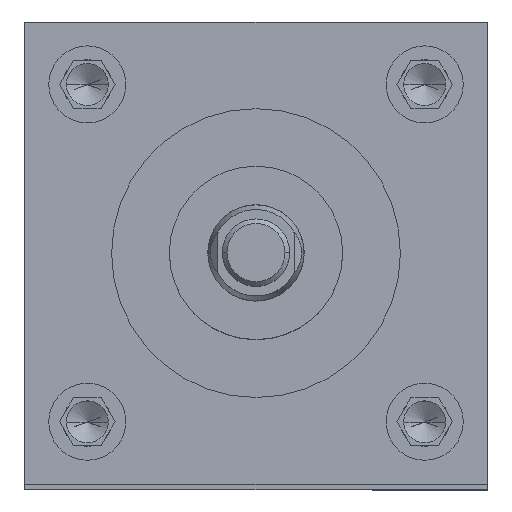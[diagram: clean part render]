
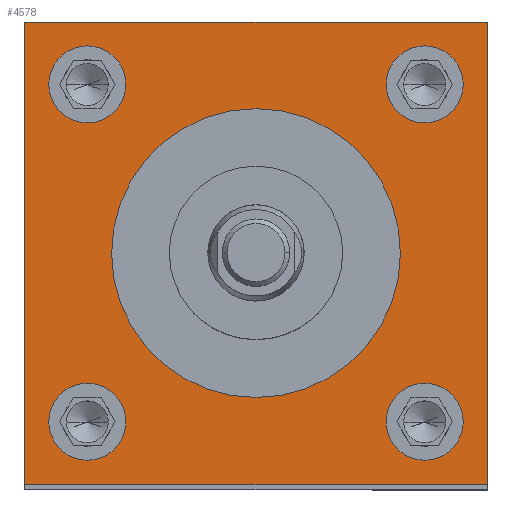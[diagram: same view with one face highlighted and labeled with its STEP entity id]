
A CAD part, top view. The second image highlights one B-rep face of the part: STEP entity #4578.
In plain terms, the highlighted planar face has unit normal (0, 0, 1).
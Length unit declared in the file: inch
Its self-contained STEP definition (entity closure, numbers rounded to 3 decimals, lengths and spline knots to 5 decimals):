
#56 = CIRCLE ( 'NONE', #5571, 0.25 ) ;
#61 = CIRCLE ( 'NONE', #1038, 0.9375 ) ;
#83 = DIRECTION ( 'NONE',  ( 1., 0., 0. ) ) ;
#142 = DIRECTION ( 'NONE',  ( 0., 0., 1. ) ) ;
#291 = EDGE_CURVE ( 'NONE', #5160, #3268, #61, .T. ) ;
#357 = CARTESIAN_POINT ( 'NONE',  ( 1.345, 1.095, 21.75 ) ) ;
#376 = EDGE_CURVE ( 'NONE', #992, #6041, #3382, .T. ) ;
#391 = VECTOR ( 'NONE', #2850, 39.37008 ) ;
#406 = ORIENTED_EDGE ( 'NONE', *, *, #747, .T. ) ;
#435 = VERTEX_POINT ( 'NONE', #3802 ) ;
#452 = AXIS2_PLACEMENT_3D ( 'NONE', #5225, #3768, #83 ) ;
#458 = CARTESIAN_POINT ( 'NONE',  ( 0., 0., 21.75 ) ) ;
#499 = ORIENTED_EDGE ( 'NONE', *, *, #3269, .F. ) ;
#525 = CIRCLE ( 'NONE', #3514, 0.25 ) ;
#542 = CARTESIAN_POINT ( 'NONE',  ( -1.5, 1.5, 21.75 ) ) ;
#579 = EDGE_LOOP ( 'NONE', ( #1697, #5110 ) ) ;
#628 = CARTESIAN_POINT ( 'NONE',  ( -1.095, 1.095, 21.75 ) ) ;
#747 = EDGE_CURVE ( 'NONE', #435, #3041, #1739, .T. ) ;
#765 = DIRECTION ( 'NONE',  ( 0., 0., 1. ) ) ;
#834 = EDGE_CURVE ( 'NONE', #3041, #992, #6232, .T. ) ;
#980 = FACE_OUTER_BOUND ( 'NONE', #1453, .T. ) ;
#992 = VERTEX_POINT ( 'NONE', #3904 ) ;
#1006 = ORIENTED_EDGE ( 'NONE', *, *, #4605, .T. ) ;
#1038 = AXIS2_PLACEMENT_3D ( 'NONE', #2694, #765, #1776 ) ;
#1135 = CIRCLE ( 'NONE', #2335, 0.9375 ) ;
#1201 = DIRECTION ( 'NONE',  ( 0., 0., 1. ) ) ;
#1239 = CARTESIAN_POINT ( 'NONE',  ( -1.5, -1.5, 21.75 ) ) ;
#1275 = VERTEX_POINT ( 'NONE', #3705 ) ;
#1314 = EDGE_CURVE ( 'NONE', #6000, #3519, #5035, .T. ) ;
#1425 = AXIS2_PLACEMENT_3D ( 'NONE', #5085, #2175, #4002 ) ;
#1430 = DIRECTION ( 'NONE',  ( 1., 0., 0. ) ) ;
#1453 = EDGE_LOOP ( 'NONE', ( #1006, #406, #4959, #2448 ) ) ;
#1456 = DIRECTION ( 'NONE',  ( 0., 0., 1. ) ) ;
#1490 = DIRECTION ( 'NONE',  ( -1., 0., 0. ) ) ;
#1516 = DIRECTION ( 'NONE',  ( 1., 0., 0. ) ) ;
#1532 = EDGE_CURVE ( 'NONE', #2109, #1275, #525, .T. ) ;
#1663 = CARTESIAN_POINT ( 'NONE',  ( 0.845, 1.095, 21.75 ) ) ;
#1697 = ORIENTED_EDGE ( 'NONE', *, *, #3244, .F. ) ;
#1721 = CIRCLE ( 'NONE', #452, 0.25 ) ;
#1730 = CARTESIAN_POINT ( 'NONE',  ( -1.095, -1.095, 21.75 ) ) ;
#1739 = LINE ( 'NONE', #1239, #5205 ) ;
#1776 = DIRECTION ( 'NONE',  ( 1., 0., 0. ) ) ;
#1841 = VERTEX_POINT ( 'NONE', #4928 ) ;
#1929 = AXIS2_PLACEMENT_3D ( 'NONE', #3857, #1456, #3259 ) ;
#1930 = DIRECTION ( 'NONE',  ( 1., 0., 0. ) ) ;
#1972 = CARTESIAN_POINT ( 'NONE',  ( -1.5, 1.5, 21.75 ) ) ;
#2109 = VERTEX_POINT ( 'NONE', #4198 ) ;
#2142 = ORIENTED_EDGE ( 'NONE', *, *, #3927, .F. ) ;
#2175 = DIRECTION ( 'NONE',  ( 0., 0., 1. ) ) ;
#2240 = DIRECTION ( 'NONE',  ( 0., 0., 1. ) ) ;
#2250 = ORIENTED_EDGE ( 'NONE', *, *, #1532, .F. ) ;
#2335 = AXIS2_PLACEMENT_3D ( 'NONE', #458, #5251, #1930 ) ;
#2348 = CARTESIAN_POINT ( 'NONE',  ( 1.095, -1.095, 21.75 ) ) ;
#2404 = AXIS2_PLACEMENT_3D ( 'NONE', #4701, #4119, #4190 ) ;
#2440 = FACE_BOUND ( 'NONE', #5343, .T. ) ;
#2448 = ORIENTED_EDGE ( 'NONE', *, *, #376, .T. ) ;
#2496 = CARTESIAN_POINT ( 'NONE',  ( -1.5, -1.5, 21.75 ) ) ;
#2556 = CARTESIAN_POINT ( 'NONE',  ( -0.9375, 0., 21.75 ) ) ;
#2575 = VECTOR ( 'NONE', #4443, 39.37008 ) ;
#2666 = VERTEX_POINT ( 'NONE', #2889 ) ;
#2694 = CARTESIAN_POINT ( 'NONE',  ( 0., 0., 21.75 ) ) ;
#2700 = EDGE_CURVE ( 'NONE', #3519, #6000, #1721, .T. ) ;
#2850 = DIRECTION ( 'NONE',  ( 0., 1., 0. ) ) ;
#2889 = CARTESIAN_POINT ( 'NONE',  ( -0.845, -1.095, 21.75 ) ) ;
#2932 = VECTOR ( 'NONE', #5730, 39.37008 ) ;
#3029 = CIRCLE ( 'NONE', #1929, 0.25 ) ;
#3041 = VERTEX_POINT ( 'NONE', #4221 ) ;
#3088 = DIRECTION ( 'NONE',  ( 1., 0., 0. ) ) ;
#3177 = ORIENTED_EDGE ( 'NONE', *, *, #5989, .F. ) ;
#3244 = EDGE_CURVE ( 'NONE', #3268, #5160, #1135, .T. ) ;
#3259 = DIRECTION ( 'NONE',  ( 1., 0., 0. ) ) ;
#3268 = VERTEX_POINT ( 'NONE', #5223 ) ;
#3269 = EDGE_CURVE ( 'NONE', #3432, #1841, #56, .T. ) ;
#3304 = EDGE_CURVE ( 'NONE', #1275, #2109, #3029, .T. ) ;
#3382 = LINE ( 'NONE', #542, #2932 ) ;
#3432 = VERTEX_POINT ( 'NONE', #5949 ) ;
#3494 = EDGE_LOOP ( 'NONE', ( #5836, #4568 ) ) ;
#3514 = AXIS2_PLACEMENT_3D ( 'NONE', #628, #142, #1516 ) ;
#3519 = VERTEX_POINT ( 'NONE', #357 ) ;
#3656 = CARTESIAN_POINT ( 'NONE',  ( -1.345, -1.095, 21.75 ) ) ;
#3705 = CARTESIAN_POINT ( 'NONE',  ( -0.845, 1.095, 21.75 ) ) ;
#3768 = DIRECTION ( 'NONE',  ( 0., 0., 1. ) ) ;
#3802 = CARTESIAN_POINT ( 'NONE',  ( -1.5, -1.5, 21.75 ) ) ;
#3856 = EDGE_CURVE ( 'NONE', #2666, #4227, #4249, .T. ) ;
#3857 = CARTESIAN_POINT ( 'NONE',  ( -1.095, 1.095, 21.75 ) ) ;
#3904 = CARTESIAN_POINT ( 'NONE',  ( 1.5, 1.5, 21.75 ) ) ;
#3927 = EDGE_CURVE ( 'NONE', #1841, #3432, #5959, .T. ) ;
#3929 = AXIS2_PLACEMENT_3D ( 'NONE', #1730, #1201, #6074 ) ;
#4002 = DIRECTION ( 'NONE',  ( 1., 0., 0. ) ) ;
#4030 = AXIS2_PLACEMENT_3D ( 'NONE', #6012, #2240, #3088 ) ;
#4119 = DIRECTION ( 'NONE',  ( 0., 0., 1. ) ) ;
#4147 = DIRECTION ( 'NONE',  ( 1., 0., 0. ) ) ;
#4160 = EDGE_LOOP ( 'NONE', ( #4932, #3177 ) ) ;
#4190 = DIRECTION ( 'NONE',  ( 1., 0., 0. ) ) ;
#4198 = CARTESIAN_POINT ( 'NONE',  ( -1.345, 1.095, 21.75 ) ) ;
#4221 = CARTESIAN_POINT ( 'NONE',  ( 1.5, -1.5, 21.75 ) ) ;
#4227 = VERTEX_POINT ( 'NONE', #3656 ) ;
#4249 = CIRCLE ( 'NONE', #3929, 0.25 ) ;
#4274 = CARTESIAN_POINT ( 'NONE',  ( 1.5, -1.5, 21.75 ) ) ;
#4348 = DIRECTION ( 'NONE',  ( 0., 0., -1. ) ) ;
#4443 = DIRECTION ( 'NONE',  ( 0., -1., 0. ) ) ;
#4564 = CIRCLE ( 'NONE', #1425, 0.25 ) ;
#4568 = ORIENTED_EDGE ( 'NONE', *, *, #1314, .F. ) ;
#4578 = ADVANCED_FACE ( 'NONE', ( #2440, #5829, #5290, #4889, #4949, #980 ), #5347, .F. ) ;
#4605 = EDGE_CURVE ( 'NONE', #6041, #435, #4831, .T. ) ;
#4701 = CARTESIAN_POINT ( 'NONE',  ( 1.095, 1.095, 21.75 ) ) ;
#4831 = LINE ( 'NONE', #2496, #2575 ) ;
#4889 = FACE_BOUND ( 'NONE', #5382, .T. ) ;
#4928 = CARTESIAN_POINT ( 'NONE',  ( 0.845, -1.095, 21.75 ) ) ;
#4932 = ORIENTED_EDGE ( 'NONE', *, *, #3856, .F. ) ;
#4949 = FACE_BOUND ( 'NONE', #579, .T. ) ;
#4959 = ORIENTED_EDGE ( 'NONE', *, *, #834, .T. ) ;
#4995 = CARTESIAN_POINT ( 'NONE',  ( -1.5, 1.5, 21.75 ) ) ;
#5035 = CIRCLE ( 'NONE', #2404, 0.25 ) ;
#5085 = CARTESIAN_POINT ( 'NONE',  ( -1.095, -1.095, 21.75 ) ) ;
#5110 = ORIENTED_EDGE ( 'NONE', *, *, #291, .F. ) ;
#5160 = VERTEX_POINT ( 'NONE', #2556 ) ;
#5205 = VECTOR ( 'NONE', #4147, 39.37008 ) ;
#5223 = CARTESIAN_POINT ( 'NONE',  ( 0.9375, 0., 21.75 ) ) ;
#5225 = CARTESIAN_POINT ( 'NONE',  ( 1.095, 1.095, 21.75 ) ) ;
#5251 = DIRECTION ( 'NONE',  ( 0., 0., 1. ) ) ;
#5290 = FACE_BOUND ( 'NONE', #4160, .T. ) ;
#5309 = DIRECTION ( 'NONE',  ( 0., 0., 1. ) ) ;
#5343 = EDGE_LOOP ( 'NONE', ( #499, #2142 ) ) ;
#5347 = PLANE ( 'NONE',  #5613 ) ;
#5382 = EDGE_LOOP ( 'NONE', ( #5387, #2250 ) ) ;
#5387 = ORIENTED_EDGE ( 'NONE', *, *, #3304, .F. ) ;
#5571 = AXIS2_PLACEMENT_3D ( 'NONE', #2348, #5309, #1430 ) ;
#5613 = AXIS2_PLACEMENT_3D ( 'NONE', #1972, #4348, #1490 ) ;
#5730 = DIRECTION ( 'NONE',  ( -1., 0., 0. ) ) ;
#5829 = FACE_BOUND ( 'NONE', #3494, .T. ) ;
#5836 = ORIENTED_EDGE ( 'NONE', *, *, #2700, .F. ) ;
#5949 = CARTESIAN_POINT ( 'NONE',  ( 1.345, -1.095, 21.75 ) ) ;
#5959 = CIRCLE ( 'NONE', #4030, 0.25 ) ;
#5989 = EDGE_CURVE ( 'NONE', #4227, #2666, #4564, .T. ) ;
#6000 = VERTEX_POINT ( 'NONE', #1663 ) ;
#6012 = CARTESIAN_POINT ( 'NONE',  ( 1.095, -1.095, 21.75 ) ) ;
#6041 = VERTEX_POINT ( 'NONE', #4995 ) ;
#6074 = DIRECTION ( 'NONE',  ( 1., 0., 0. ) ) ;
#6232 = LINE ( 'NONE', #4274, #391 ) ;
